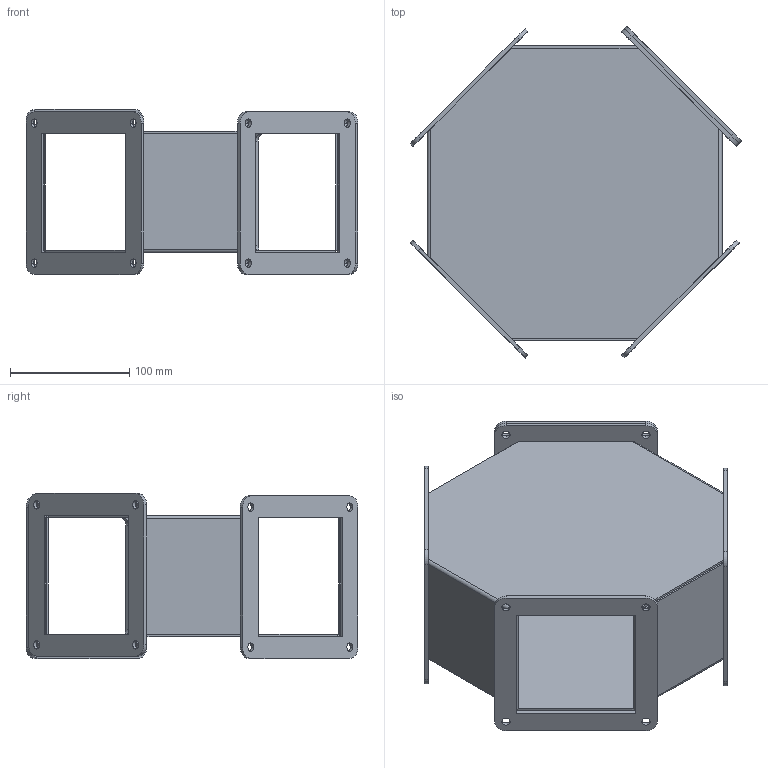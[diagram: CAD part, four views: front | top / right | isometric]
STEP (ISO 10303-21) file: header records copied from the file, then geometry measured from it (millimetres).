
FILE_DESCRIPTION (( 'STEP AP203' ), '1' );
FILE_NAME ('1487CY.step', '2024-04-25T14:33:16', ( '' ), ( '' ), 'SwSTEP 2.0', 'SolidWorks 2023', '' );
FILE_SCHEMA (( 'CONFIG_CONTROL_DESIGN' ));
Length unit declared in the file: inch
Products named in the file (1): 1487CY
Bounding box: 278.39 x 278.39 x 138.58 mm (x, y, z)
Volume: 392543.9 mm3; surface area: 388505.8 mm2
Topology: 7 solids, 7 shells, 174 faces, 464 edges, 304 vertices
Faces by surface type: plane 86, cylinder 80, bspline 8
Entity records: 5815 total; most frequent: CARTESIAN_POINT 1191, DIRECTION 942, ORIENTED_EDGE 928, EDGE_CURVE 464, AXIS2_PLACEMENT_3D 327, VERTEX_POINT 304, VECTOR 288, LINE 288
